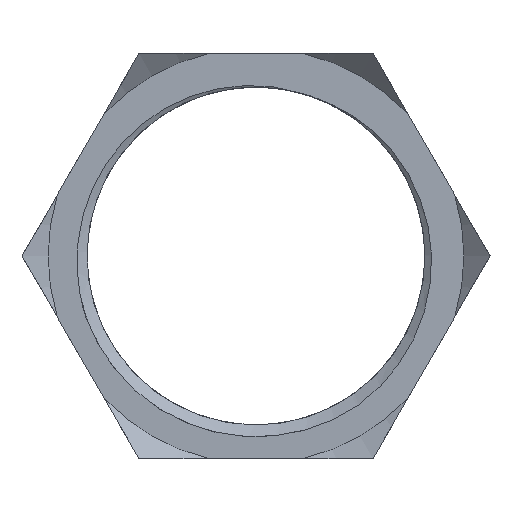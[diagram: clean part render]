
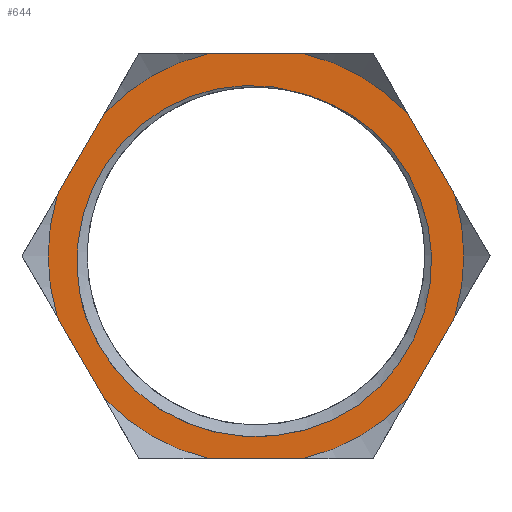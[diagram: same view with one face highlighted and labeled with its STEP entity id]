
A CAD part, left-side view. The second image highlights one B-rep face of the part: STEP entity #644.
In plain terms, the highlighted planar face has unit normal (-1, 0, 0).
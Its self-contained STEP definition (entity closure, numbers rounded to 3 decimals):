
#18=FACE_BOUND('',#188,.T.);
#21=B_SPLINE_CURVE_WITH_KNOTS('',3,(#1299,#1300,#1301,#1302,#1303,#1304,
#1305,#1306,#1307,#1308,#1309,#1310,#1311,#1312,#1313,#1314),
 .UNSPECIFIED.,.F.,.F.,(4,3,3,3,3,4),(-2.173,-1.93,
-1.437,-0.951,-0.472,0.),
 .UNSPECIFIED.);
#25=B_SPLINE_CURVE_WITH_KNOTS('',3,(#1660,#1661,#1662,#1663,#1664,#1665,
#1666,#1667,#1668,#1669,#1670,#1671,#1672,#1673,#1674,#1675),
 .UNSPECIFIED.,.F.,.F.,(4,3,3,3,3,4),(-2.176,-1.947,
-1.471,-0.988,-0.497,0.),
 .UNSPECIFIED.);
#34=PLANE('',#714);
#42=LINE('',#920,#78);
#46=LINE('',#942,#82);
#55=LINE('',#993,#91);
#66=LINE('',#1052,#102);
#68=LINE('',#1062,#104);
#69=LINE('',#1071,#105);
#78=VECTOR('',#736,10.);
#82=VECTOR('',#750,10.);
#91=VECTOR('',#777,10.);
#102=VECTOR('',#824,10.);
#104=VECTOR('',#828,10.);
#105=VECTOR('',#831,10.);
#150=FACE_OUTER_BOUND('',#187,.T.);
#187=EDGE_LOOP('',(#575,#576,#577,#578,#579,#580,#581,#582,#583,#584,#585,
#586));
#188=EDGE_LOOP('',(#587,#588,#589,#590));
#191=CIRCLE('',#657,11.8);
#202=CIRCLE('',#681,11.8);
#203=CIRCLE('',#683,11.8);
#204=CIRCLE('',#685,11.8);
#205=CIRCLE('',#687,11.8);
#206=CIRCLE('',#689,11.8);
#215=CIRCLE('',#711,9.59);
#216=CIRCLE('',#713,10.26);
#245=VERTEX_POINT('',#892);
#246=VERTEX_POINT('',#894);
#254=VERTEX_POINT('',#918);
#260=VERTEX_POINT('',#939);
#261=VERTEX_POINT('',#941);
#275=VERTEX_POINT('',#990);
#276=VERTEX_POINT('',#992);
#287=VERTEX_POINT('',#1032);
#288=VERTEX_POINT('',#1036);
#289=VERTEX_POINT('',#1040);
#290=VERTEX_POINT('',#1044);
#291=VERTEX_POINT('',#1048);
#299=VERTEX_POINT('',#1297);
#300=VERTEX_POINT('',#1298);
#301=VERTEX_POINT('',#1456);
#302=VERTEX_POINT('',#1659);
#308=EDGE_CURVE('',#245,#246,#191,.T.);
#318=EDGE_CURVE('',#254,#245,#42,.T.);
#326=EDGE_CURVE('',#260,#261,#46,.T.);
#345=EDGE_CURVE('',#275,#276,#55,.T.);
#361=EDGE_CURVE('',#287,#254,#202,.T.);
#362=EDGE_CURVE('',#276,#288,#203,.T.);
#365=EDGE_CURVE('',#289,#260,#204,.T.);
#367=EDGE_CURVE('',#290,#275,#205,.T.);
#368=EDGE_CURVE('',#261,#291,#206,.T.);
#370=EDGE_CURVE('',#246,#289,#66,.T.);
#374=EDGE_CURVE('',#291,#290,#68,.T.);
#377=EDGE_CURVE('',#288,#287,#69,.T.);
#391=EDGE_CURVE('',#299,#300,#21,.T.);
#394=EDGE_CURVE('',#300,#301,#215,.T.);
#396=EDGE_CURVE('',#301,#302,#25,.T.);
#398=EDGE_CURVE('',#299,#302,#216,.T.);
#575=ORIENTED_EDGE('',*,*,#318,.F.);
#576=ORIENTED_EDGE('',*,*,#361,.F.);
#577=ORIENTED_EDGE('',*,*,#377,.F.);
#578=ORIENTED_EDGE('',*,*,#362,.F.);
#579=ORIENTED_EDGE('',*,*,#345,.F.);
#580=ORIENTED_EDGE('',*,*,#367,.F.);
#581=ORIENTED_EDGE('',*,*,#374,.F.);
#582=ORIENTED_EDGE('',*,*,#368,.F.);
#583=ORIENTED_EDGE('',*,*,#326,.F.);
#584=ORIENTED_EDGE('',*,*,#365,.F.);
#585=ORIENTED_EDGE('',*,*,#370,.F.);
#586=ORIENTED_EDGE('',*,*,#308,.F.);
#587=ORIENTED_EDGE('',*,*,#398,.T.);
#588=ORIENTED_EDGE('',*,*,#396,.F.);
#589=ORIENTED_EDGE('',*,*,#394,.F.);
#590=ORIENTED_EDGE('',*,*,#391,.F.);
#644=ADVANCED_FACE('',(#150,#18),#34,.T.);
#657=AXIS2_PLACEMENT_3D('',#895,#726,#727);
#681=AXIS2_PLACEMENT_3D('',#1034,#800,#801);
#683=AXIS2_PLACEMENT_3D('',#1037,#804,#805);
#685=AXIS2_PLACEMENT_3D('',#1042,#810,#811);
#687=AXIS2_PLACEMENT_3D('',#1046,#815,#816);
#689=AXIS2_PLACEMENT_3D('',#1049,#819,#820);
#711=AXIS2_PLACEMENT_3D('',#1457,#869,#870);
#713=AXIS2_PLACEMENT_3D('',#1714,#873,#874);
#714=AXIS2_PLACEMENT_3D('',#1715,#875,#876);
#726=DIRECTION('center_axis',(1.,0.,0.));
#727=DIRECTION('ref_axis',(0.,0.,-1.));
#736=DIRECTION('',(0.,-0.5,0.866));
#750=DIRECTION('',(0.,-0.5,-0.866));
#777=DIRECTION('',(0.,1.,0.));
#800=DIRECTION('center_axis',(1.,0.,0.));
#801=DIRECTION('ref_axis',(0.,0.,-1.));
#804=DIRECTION('center_axis',(1.,0.,0.));
#805=DIRECTION('ref_axis',(0.,0.,-1.));
#810=DIRECTION('center_axis',(1.,0.,0.));
#811=DIRECTION('ref_axis',(0.,0.,-1.));
#815=DIRECTION('center_axis',(1.,0.,0.));
#816=DIRECTION('ref_axis',(0.,0.,-1.));
#819=DIRECTION('center_axis',(1.,0.,0.));
#820=DIRECTION('ref_axis',(0.,0.,-1.));
#824=DIRECTION('',(0.,-1.,0.));
#828=DIRECTION('',(0.,0.5,-0.866));
#831=DIRECTION('',(0.,0.5,0.866));
#869=DIRECTION('center_axis',(-1.,0.,0.));
#870=DIRECTION('ref_axis',(0.,0.,1.));
#873=DIRECTION('center_axis',(1.,0.,0.));
#874=DIRECTION('ref_axis',(0.,0.,-1.));
#875=DIRECTION('center_axis',(-1.,0.,0.));
#876=DIRECTION('ref_axis',(0.,0.,1.));
#892=CARTESIAN_POINT('',(-3.66,8.637,8.04));
#894=CARTESIAN_POINT('',(-3.66,2.644,11.5));
#895=CARTESIAN_POINT('Origin',(-3.66,0.,0.));
#918=CARTESIAN_POINT('',(-3.66,11.281,3.46));
#920=CARTESIAN_POINT('',(-3.66,8.299,8.625));
#939=CARTESIAN_POINT('',(-3.66,-8.637,8.04));
#941=CARTESIAN_POINT('',(-3.66,-11.281,3.46));
#942=CARTESIAN_POINT('',(-3.66,-11.619,2.875));
#990=CARTESIAN_POINT('',(-3.66,-2.644,-11.5));
#992=CARTESIAN_POINT('',(-3.66,2.644,-11.5));
#993=CARTESIAN_POINT('',(-3.66,3.32,-11.5));
#1032=CARTESIAN_POINT('',(-3.66,11.281,-3.46));
#1034=CARTESIAN_POINT('Origin',(-3.66,0.,0.));
#1036=CARTESIAN_POINT('',(-3.66,8.637,-8.04));
#1037=CARTESIAN_POINT('Origin',(-3.66,0.,0.));
#1040=CARTESIAN_POINT('',(-3.66,-2.644,11.5));
#1042=CARTESIAN_POINT('Origin',(-3.66,0.,0.));
#1044=CARTESIAN_POINT('',(-3.66,-8.637,-8.04));
#1046=CARTESIAN_POINT('Origin',(-3.66,0.,0.));
#1048=CARTESIAN_POINT('',(-3.66,-11.281,-3.46));
#1049=CARTESIAN_POINT('Origin',(-3.66,0.,0.));
#1052=CARTESIAN_POINT('',(-3.66,-3.32,11.5));
#1062=CARTESIAN_POINT('',(-3.66,-8.299,-8.625));
#1071=CARTESIAN_POINT('',(-3.66,11.619,-2.875));
#1297=CARTESIAN_POINT('',(-3.66,-5.807,-8.459));
#1298=CARTESIAN_POINT('',(-3.66,-3.347,8.987));
#1299=CARTESIAN_POINT('Ctrl Pts',(-3.66,-5.806,-8.458));
#1300=CARTESIAN_POINT('Ctrl Pts',(-3.66,-6.46,-7.98));
#1301=CARTESIAN_POINT('Ctrl Pts',(-3.66,-7.055,-7.428));
#1302=CARTESIAN_POINT('Ctrl Pts',(-3.66,-7.576,-6.812));
#1303=CARTESIAN_POINT('Ctrl Pts',(-3.66,-8.636,-5.56));
#1304=CARTESIAN_POINT('Ctrl Pts',(-3.66,-9.388,-4.042));
#1305=CARTESIAN_POINT('Ctrl Pts',(-3.66,-9.737,-2.442));
#1306=CARTESIAN_POINT('Ctrl Pts',(-3.66,-10.082,-0.862));
#1307=CARTESIAN_POINT('Ctrl Pts',(-3.66,-10.037,0.805));
#1308=CARTESIAN_POINT('Ctrl Pts',(-3.66,-9.604,2.36));
#1309=CARTESIAN_POINT('Ctrl Pts',(-3.66,-9.176,3.892));
#1310=CARTESIAN_POINT('Ctrl Pts',(-3.66,-8.369,5.324));
#1311=CARTESIAN_POINT('Ctrl Pts',(-3.66,-7.273,6.478));
#1312=CARTESIAN_POINT('Ctrl Pts',(-3.66,-6.194,7.615));
#1313=CARTESIAN_POINT('Ctrl Pts',(-3.66,-4.838,8.486));
#1314=CARTESIAN_POINT('Ctrl Pts',(-3.66,-3.347,8.987));
#1456=CARTESIAN_POINT('',(-3.66,-2.534,9.249));
#1457=CARTESIAN_POINT('Origin',(-3.66,0.,0.));
#1659=CARTESIAN_POINT('',(-3.66,9.654,-3.473));
#1660=CARTESIAN_POINT('Ctrl Pts',(-3.66,-2.533,9.249));
#1661=CARTESIAN_POINT('Ctrl Pts',(-3.66,-1.805,9.473));
#1662=CARTESIAN_POINT('Ctrl Pts',(-3.66,-1.053,9.612));
#1663=CARTESIAN_POINT('Ctrl Pts',(-3.66,-0.295,9.659));
#1664=CARTESIAN_POINT('Ctrl Pts',(-3.66,1.282,9.757));
#1665=CARTESIAN_POINT('Ctrl Pts',(-3.66,2.885,9.46));
#1666=CARTESIAN_POINT('Ctrl Pts',(-3.66,4.323,8.809));
#1667=CARTESIAN_POINT('Ctrl Pts',(-3.66,5.784,8.148));
#1668=CARTESIAN_POINT('Ctrl Pts',(-3.66,7.081,7.12));
#1669=CARTESIAN_POINT('Ctrl Pts',(-3.66,8.062,5.853));
#1670=CARTESIAN_POINT('Ctrl Pts',(-3.66,9.057,4.567));
#1671=CARTESIAN_POINT('Ctrl Pts',(-3.66,9.733,3.028));
#1672=CARTESIAN_POINT('Ctrl Pts',(-3.66,10.011,1.424));
#1673=CARTESIAN_POINT('Ctrl Pts',(-3.66,10.293,-0.203));
#1674=CARTESIAN_POINT('Ctrl Pts',(-3.66,10.169,-1.897));
#1675=CARTESIAN_POINT('Ctrl Pts',(-3.66,9.654,-3.473));
#1714=CARTESIAN_POINT('Origin',(-3.66,0.,0.));
#1715=CARTESIAN_POINT('Origin',(-3.66,13.279,0.));
